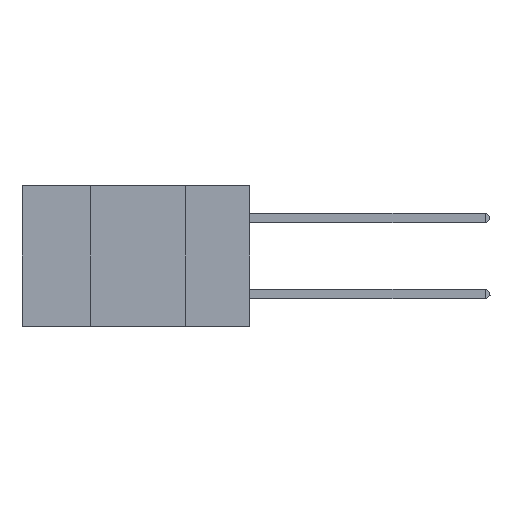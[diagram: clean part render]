
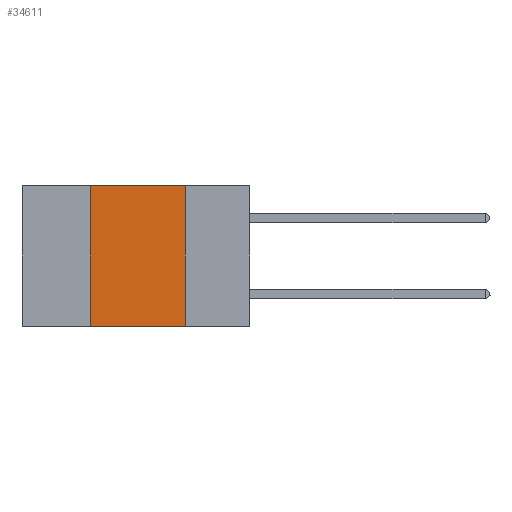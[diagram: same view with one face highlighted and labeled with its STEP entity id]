
A CAD part, left-side view. The second image highlights one B-rep face of the part: STEP entity #34611.
In plain terms, the highlighted planar face has unit normal (-1, 0, 0).
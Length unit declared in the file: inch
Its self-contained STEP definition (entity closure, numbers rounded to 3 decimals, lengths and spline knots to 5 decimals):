
#68 = ORIENTED_EDGE ( 'NONE', *, *, #42595, .F. ) ;
#625 = VECTOR ( 'NONE', #1935, 39.37008 ) ;
#1935 = DIRECTION ( 'NONE',  ( 0., -1., 0. ) ) ;
#4907 = CARTESIAN_POINT ( 'NONE',  ( 0., 0.42, -0.37 ) ) ;
#6666 = PLANE ( 'NONE',  #8743 ) ;
#7095 = CARTESIAN_POINT ( 'NONE',  ( 0., 0.6, 0. ) ) ;
#8743 = AXIS2_PLACEMENT_3D ( 'NONE', #29705, #22647, #23062 ) ;
#9857 = VERTEX_POINT ( 'NONE', #27102 ) ;
#11302 = VERTEX_POINT ( 'NONE', #27285 ) ;
#11853 = CARTESIAN_POINT ( 'NONE',  ( 0., 0.42, 0. ) ) ;
#14809 = CARTESIAN_POINT ( 'NONE',  ( 0., 0.6, -0.37 ) ) ;
#15472 = CARTESIAN_POINT ( 'NONE',  ( 0., 0.17, 0. ) ) ;
#17375 = LINE ( 'NONE', #11853, #29767 ) ;
#20280 = CARTESIAN_POINT ( 'NONE',  ( 0., 0.17, -0.37 ) ) ;
#20361 = FACE_OUTER_BOUND ( 'NONE', #20476, .T. ) ;
#20476 = EDGE_LOOP ( 'NONE', ( #32786, #68, #31415, #34775 ) ) ;
#20748 = LINE ( 'NONE', #14809, #625 ) ;
#21946 = DIRECTION ( 'NONE',  ( 0., 0., 1. ) ) ;
#22647 = DIRECTION ( 'NONE',  ( 1., 0., 0. ) ) ;
#22988 = EDGE_CURVE ( 'NONE', #9857, #41268, #25642, .T. ) ;
#23057 = EDGE_CURVE ( 'NONE', #25492, #11302, #17375, .T. ) ;
#23062 = DIRECTION ( 'NONE',  ( 0., 0., -1. ) ) ;
#25058 = VECTOR ( 'NONE', #33934, 39.37008 ) ;
#25492 = VERTEX_POINT ( 'NONE', #4907 ) ;
#25642 = LINE ( 'NONE', #15472, #33944 ) ;
#27102 = CARTESIAN_POINT ( 'NONE',  ( 0., 0.17, 0. ) ) ;
#27285 = CARTESIAN_POINT ( 'NONE',  ( 0., 0.42, 0. ) ) ;
#28549 = EDGE_CURVE ( 'NONE', #25492, #41268, #20748, .T. ) ;
#29705 = CARTESIAN_POINT ( 'NONE',  ( 0., 0.6, 0. ) ) ;
#29767 = VECTOR ( 'NONE', #21946, 39.37008 ) ;
#31415 = ORIENTED_EDGE ( 'NONE', *, *, #23057, .F. ) ;
#32786 = ORIENTED_EDGE ( 'NONE', *, *, #22988, .F. ) ;
#33934 = DIRECTION ( 'NONE',  ( 0., -1., 0. ) ) ;
#33944 = VECTOR ( 'NONE', #38574, 39.37008 ) ;
#34611 = ADVANCED_FACE ( 'NONE', ( #20361 ), #6666, .F. ) ;
#34775 = ORIENTED_EDGE ( 'NONE', *, *, #28549, .T. ) ;
#38574 = DIRECTION ( 'NONE',  ( 0., 0., -1. ) ) ;
#39077 = LINE ( 'NONE', #7095, #25058 ) ;
#41268 = VERTEX_POINT ( 'NONE', #20280 ) ;
#42595 = EDGE_CURVE ( 'NONE', #11302, #9857, #39077, .T. ) ;
